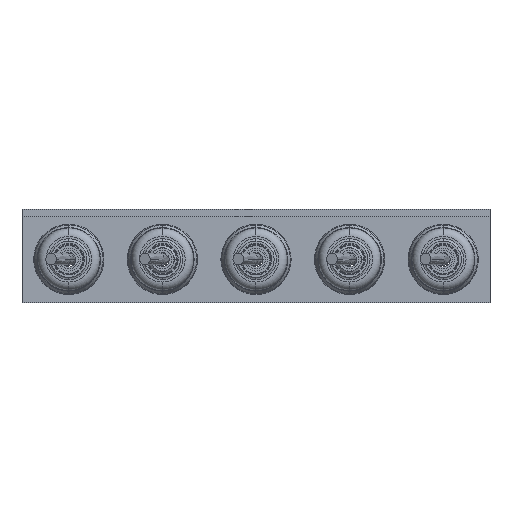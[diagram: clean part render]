
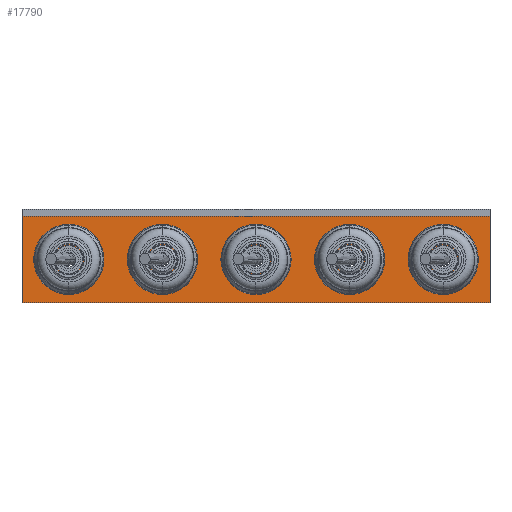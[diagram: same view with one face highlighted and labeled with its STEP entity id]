
A CAD part, top view. The second image highlights one B-rep face of the part: STEP entity #17790.
In plain terms, the highlighted planar face has unit normal (0, 0, 1).
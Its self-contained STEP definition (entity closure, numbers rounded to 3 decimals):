
#111 = CARTESIAN_POINT ( 'NONE',  ( -140., -21.5, 3. ) ) ;
#270 = VERTEX_POINT ( 'NONE', #6637 ) ;
#349 = EDGE_CURVE ( 'NONE', #48693, #61710, #22354, .T. ) ;
#886 = FACE_BOUND ( 'NONE', #25220, .T. ) ;
#945 = DIRECTION ( 'NONE',  ( 1., 0., 0. ) ) ;
#1904 = CARTESIAN_POINT ( 'NONE',  ( -200., 0., 3. ) ) ;
#2441 = FACE_OUTER_BOUND ( 'NONE', #12914, .T. ) ;
#2486 = DIRECTION ( 'NONE',  ( 1., 0., 0. ) ) ;
#2624 = CARTESIAN_POINT ( 'NONE',  ( -200., -40., 3. ) ) ;
#2748 = CARTESIAN_POINT ( 'NONE',  ( -200., 0., 3. ) ) ;
#4460 = EDGE_CURVE ( 'NONE', #39400, #61820, #21243, .T. ) ;
#4810 = EDGE_LOOP ( 'NONE', ( #26593, #56788 ) ) ;
#5047 = DIRECTION ( 'NONE',  ( 1., 0., 0. ) ) ;
#6516 = CARTESIAN_POINT ( 'NONE',  ( -20., -21.5, 3. ) ) ;
#6632 = AXIS2_PLACEMENT_3D ( 'NONE', #42044, #12467, #47013 ) ;
#6637 = CARTESIAN_POINT ( 'NONE',  ( -53.75, -21.5, 3. ) ) ;
#6684 = ORIENTED_EDGE ( 'NONE', *, *, #19326, .F. ) ;
#6741 = ORIENTED_EDGE ( 'NONE', *, *, #349, .F. ) ;
#6868 = DIRECTION ( 'NONE',  ( 0., -1., 0. ) ) ;
#7213 = CARTESIAN_POINT ( 'NONE',  ( 0., -3., 3. ) ) ;
#7532 = ORIENTED_EDGE ( 'NONE', *, *, #21476, .F. ) ;
#7890 = AXIS2_PLACEMENT_3D ( 'NONE', #37481, #7922, #42450 ) ;
#7922 = DIRECTION ( 'NONE',  ( 0., 0., 1. ) ) ;
#7946 = EDGE_LOOP ( 'NONE', ( #7532, #22915 ) ) ;
#8513 = VECTOR ( 'NONE', #22778, 1000. ) ;
#8991 = CARTESIAN_POINT ( 'NONE',  ( -100., -21.5, 3. ) ) ;
#8992 = EDGE_LOOP ( 'NONE', ( #27444, #27385 ) ) ;
#9367 = EDGE_CURVE ( 'NONE', #57128, #270, #44110, .T. ) ;
#11448 = DIRECTION ( 'NONE',  ( 1., 0., 0. ) ) ;
#12467 = DIRECTION ( 'NONE',  ( 0., 0., 1. ) ) ;
#12621 = DIRECTION ( 'NONE',  ( 0., 0., 1. ) ) ;
#12845 = AXIS2_PLACEMENT_3D ( 'NONE', #42207, #12621, #47174 ) ;
#12914 = EDGE_LOOP ( 'NONE', ( #43471, #24532, #34569, #22191 ) ) ;
#13106 = CARTESIAN_POINT ( 'NONE',  ( -100., -21.5, 3. ) ) ;
#13178 = AXIS2_PLACEMENT_3D ( 'NONE', #1904, #36432, #6868 ) ;
#13947 = DIRECTION ( 'NONE',  ( 1., 0., 0. ) ) ;
#14512 = AXIS2_PLACEMENT_3D ( 'NONE', #61691, #31985, #2486 ) ;
#17790 = ADVANCED_FACE ( 'NONE', ( #53445, #40242, #2441, #27093, #886, #51862 ), #46138, .T. ) ;
#18053 = DIRECTION ( 'NONE',  ( 1., 0., 0. ) ) ;
#18331 = EDGE_LOOP ( 'NONE', ( #6684, #59191 ) ) ;
#19326 = EDGE_CURVE ( 'NONE', #30682, #32458, #28326, .T. ) ;
#20959 = CARTESIAN_POINT ( 'NONE',  ( -200., -40., 3. ) ) ;
#21243 = LINE ( 'NONE', #45566, #32794 ) ;
#21476 = EDGE_CURVE ( 'NONE', #50896, #56954, #59737, .T. ) ;
#22038 = LINE ( 'NONE', #20959, #46762 ) ;
#22191 = ORIENTED_EDGE ( 'NONE', *, *, #47922, .T. ) ;
#22354 = CIRCLE ( 'NONE', #12845, 6.25 ) ;
#22368 = DIRECTION ( 'NONE',  ( 0., 0., 1. ) ) ;
#22778 = DIRECTION ( 'NONE',  ( 0., -1., 0. ) ) ;
#22915 = ORIENTED_EDGE ( 'NONE', *, *, #37847, .F. ) ;
#23619 = CARTESIAN_POINT ( 'NONE',  ( -173.75, -21.5, 3. ) ) ;
#24532 = ORIENTED_EDGE ( 'NONE', *, *, #34306, .F. ) ;
#25220 = EDGE_LOOP ( 'NONE', ( #6741, #60077 ) ) ;
#26593 = ORIENTED_EDGE ( 'NONE', *, *, #45853, .F. ) ;
#27093 = FACE_BOUND ( 'NONE', #7946, .T. ) ;
#27385 = ORIENTED_EDGE ( 'NONE', *, *, #9367, .F. ) ;
#27444 = ORIENTED_EDGE ( 'NONE', *, *, #39380, .F. ) ;
#28110 = CARTESIAN_POINT ( 'NONE',  ( -180., -21.5, 3. ) ) ;
#28326 = CIRCLE ( 'NONE', #7890, 6.25 ) ;
#28709 = VERTEX_POINT ( 'NONE', #2624 ) ;
#29128 = AXIS2_PLACEMENT_3D ( 'NONE', #28110, #62766, #33067 ) ;
#29611 = AXIS2_PLACEMENT_3D ( 'NONE', #51972, #22368, #56959 ) ;
#30517 = EDGE_CURVE ( 'NONE', #33078, #28709, #59564, .T. ) ;
#30682 = VERTEX_POINT ( 'NONE', #23619 ) ;
#30873 = DIRECTION ( 'NONE',  ( 1., 0., 0. ) ) ;
#31227 = CARTESIAN_POINT ( 'NONE',  ( -200., -3., 3. ) ) ;
#31985 = DIRECTION ( 'NONE',  ( 0., 0., 1. ) ) ;
#32458 = VERTEX_POINT ( 'NONE', #37825 ) ;
#32794 = VECTOR ( 'NONE', #55768, 1000. ) ;
#33067 = DIRECTION ( 'NONE',  ( 1., 0., 0. ) ) ;
#33078 = VERTEX_POINT ( 'NONE', #31227 ) ;
#33339 = CIRCLE ( 'NONE', #29128, 6.25 ) ;
#34306 = EDGE_CURVE ( 'NONE', #33078, #39400, #40494, .T. ) ;
#34569 = ORIENTED_EDGE ( 'NONE', *, *, #30517, .T. ) ;
#34593 = DIRECTION ( 'NONE',  ( 0., 0., 1. ) ) ;
#36432 = DIRECTION ( 'NONE',  ( 0., 0., 1. ) ) ;
#36756 = CIRCLE ( 'NONE', #6632, 6.25 ) ;
#37481 = CARTESIAN_POINT ( 'NONE',  ( -180., -21.5, 3. ) ) ;
#37790 = EDGE_CURVE ( 'NONE', #57638, #38562, #36756, .T. ) ;
#37825 = CARTESIAN_POINT ( 'NONE',  ( -186.25, -21.5, 3. ) ) ;
#37847 = EDGE_CURVE ( 'NONE', #56954, #50896, #52211, .T. ) ;
#38562 = VERTEX_POINT ( 'NONE', #52033 ) ;
#39380 = EDGE_CURVE ( 'NONE', #270, #57128, #40973, .T. ) ;
#39400 = VERTEX_POINT ( 'NONE', #7213 ) ;
#39620 = CARTESIAN_POINT ( 'NONE',  ( -66.25, -21.5, 3. ) ) ;
#40242 = FACE_BOUND ( 'NONE', #4810, .T. ) ;
#40494 = LINE ( 'NONE', #60146, #63785 ) ;
#40973 = CIRCLE ( 'NONE', #14512, 6.25 ) ;
#41025 = DIRECTION ( 'NONE',  ( 0., 0., 1. ) ) ;
#41141 = CARTESIAN_POINT ( 'NONE',  ( -93.75, -21.5, 3. ) ) ;
#42044 = CARTESIAN_POINT ( 'NONE',  ( -20., -21.5, 3. ) ) ;
#42207 = CARTESIAN_POINT ( 'NONE',  ( -140., -21.5, 3. ) ) ;
#42450 = DIRECTION ( 'NONE',  ( 1., 0., 0. ) ) ;
#43471 = ORIENTED_EDGE ( 'NONE', *, *, #4460, .F. ) ;
#43524 = DIRECTION ( 'NONE',  ( 0., 0., 1. ) ) ;
#43995 = AXIS2_PLACEMENT_3D ( 'NONE', #8991, #43524, #13947 ) ;
#44110 = CIRCLE ( 'NONE', #29611, 6.25 ) ;
#44461 = CIRCLE ( 'NONE', #63425, 6.25 ) ;
#45208 = CARTESIAN_POINT ( 'NONE',  ( 0., -40., 3. ) ) ;
#45566 = CARTESIAN_POINT ( 'NONE',  ( 0., 0., 3. ) ) ;
#45853 = EDGE_CURVE ( 'NONE', #38562, #57638, #44461, .T. ) ;
#46138 = PLANE ( 'NONE',  #13178 ) ;
#46762 = VECTOR ( 'NONE', #30873, 1000. ) ;
#47006 = CARTESIAN_POINT ( 'NONE',  ( -133.75, -21.5, 3. ) ) ;
#47013 = DIRECTION ( 'NONE',  ( 1., 0., 0. ) ) ;
#47174 = DIRECTION ( 'NONE',  ( 1., 0., 0. ) ) ;
#47652 = DIRECTION ( 'NONE',  ( 0., 0., 1. ) ) ;
#47922 = EDGE_CURVE ( 'NONE', #28709, #61820, #22038, .T. ) ;
#48693 = VERTEX_POINT ( 'NONE', #47006 ) ;
#49239 = EDGE_CURVE ( 'NONE', #32458, #30682, #33339, .T. ) ;
#49305 = CARTESIAN_POINT ( 'NONE',  ( -26.25, -21.5, 3. ) ) ;
#49649 = AXIS2_PLACEMENT_3D ( 'NONE', #13106, #47652, #18053 ) ;
#49997 = CARTESIAN_POINT ( 'NONE',  ( -146.25, -21.5, 3. ) ) ;
#50896 = VERTEX_POINT ( 'NONE', #41141 ) ;
#51862 = FACE_BOUND ( 'NONE', #18331, .T. ) ;
#51972 = CARTESIAN_POINT ( 'NONE',  ( -60., -21.5, 3. ) ) ;
#52033 = CARTESIAN_POINT ( 'NONE',  ( -13.75, -21.5, 3. ) ) ;
#52211 = CIRCLE ( 'NONE', #49649, 6.25 ) ;
#52706 = CIRCLE ( 'NONE', #61930, 6.25 ) ;
#53445 = FACE_BOUND ( 'NONE', #8992, .T. ) ;
#55768 = DIRECTION ( 'NONE',  ( 0., -1., 0. ) ) ;
#56788 = ORIENTED_EDGE ( 'NONE', *, *, #37790, .F. ) ;
#56954 = VERTEX_POINT ( 'NONE', #60701 ) ;
#56959 = DIRECTION ( 'NONE',  ( 1., 0., 0. ) ) ;
#57128 = VERTEX_POINT ( 'NONE', #39620 ) ;
#57638 = VERTEX_POINT ( 'NONE', #49305 ) ;
#59191 = ORIENTED_EDGE ( 'NONE', *, *, #49239, .F. ) ;
#59289 = EDGE_CURVE ( 'NONE', #61710, #48693, #52706, .T. ) ;
#59564 = LINE ( 'NONE', #2748, #8513 ) ;
#59737 = CIRCLE ( 'NONE', #43995, 6.25 ) ;
#60077 = ORIENTED_EDGE ( 'NONE', *, *, #59289, .F. ) ;
#60146 = CARTESIAN_POINT ( 'NONE',  ( -200., -3., 3. ) ) ;
#60701 = CARTESIAN_POINT ( 'NONE',  ( -106.25, -21.5, 3. ) ) ;
#61691 = CARTESIAN_POINT ( 'NONE',  ( -60., -21.5, 3. ) ) ;
#61710 = VERTEX_POINT ( 'NONE', #49997 ) ;
#61820 = VERTEX_POINT ( 'NONE', #45208 ) ;
#61930 = AXIS2_PLACEMENT_3D ( 'NONE', #111, #34593, #5047 ) ;
#62766 = DIRECTION ( 'NONE',  ( 0., 0., 1. ) ) ;
#63425 = AXIS2_PLACEMENT_3D ( 'NONE', #6516, #41025, #11448 ) ;
#63785 = VECTOR ( 'NONE', #945, 1000. ) ;
